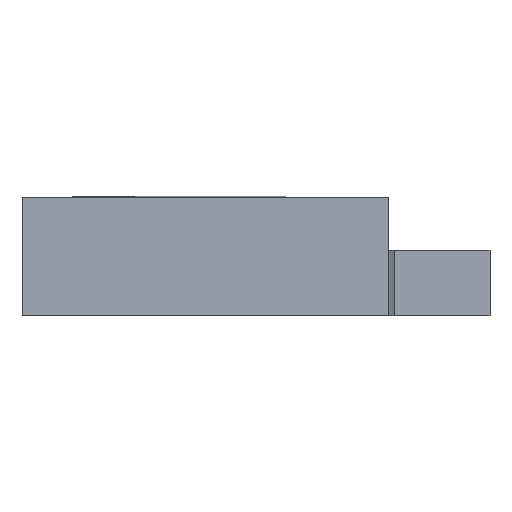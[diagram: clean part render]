
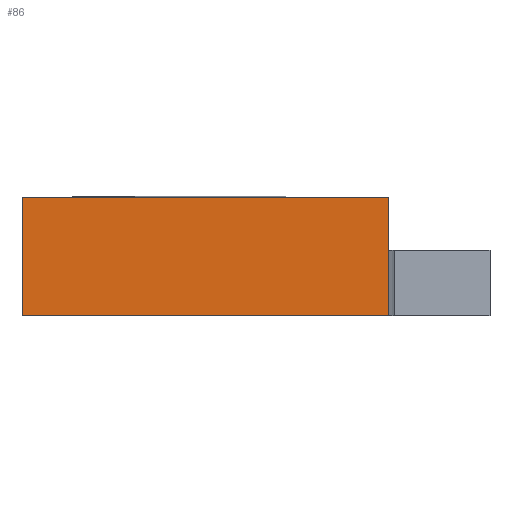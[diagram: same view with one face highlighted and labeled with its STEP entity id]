
A CAD part, left-side view. The second image highlights one B-rep face of the part: STEP entity #86.
In plain terms, the highlighted planar face has unit normal (-1, 0, 0).
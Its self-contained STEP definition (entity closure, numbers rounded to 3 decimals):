
#86=ADVANCED_FACE('',(#169),#1272,.T.);
#169=FACE_OUTER_BOUND('',#252,.T.);
#252=EDGE_LOOP('',(#538,#539,#540,#541));
#538=ORIENTED_EDGE('',*,*,#817,.T.);
#539=ORIENTED_EDGE('',*,*,#818,.T.);
#540=ORIENTED_EDGE('',*,*,#819,.F.);
#541=ORIENTED_EDGE('',*,*,#820,.F.);
#817=EDGE_CURVE('',#1189,#1190,#1018,.T.);
#818=EDGE_CURVE('',#1190,#1191,#1019,.T.);
#819=EDGE_CURVE('',#1192,#1191,#1020,.T.);
#820=EDGE_CURVE('',#1189,#1192,#1021,.T.);
#1018=B_SPLINE_CURVE_WITH_KNOTS('',1,(#3368,#3369),.UNSPECIFIED.,.F.,.F.,
(2,2),(-10.,-9.),.UNSPECIFIED.);
#1019=B_SPLINE_CURVE_WITH_KNOTS('',1,(#3370,#3371),.UNSPECIFIED.,.F.,.F.,
(2,2),(0.,3.572),.UNSPECIFIED.);
#1020=B_SPLINE_CURVE_WITH_KNOTS('',1,(#3372,#3373),.UNSPECIFIED.,.F.,.F.,
(2,2),(-10.,-9.),.UNSPECIFIED.);
#1021=B_SPLINE_CURVE_WITH_KNOTS('',1,(#3374,#3375),.UNSPECIFIED.,.F.,.F.,
(2,2),(0.,3.572),.UNSPECIFIED.);
#1189=VERTEX_POINT('',#3348);
#1190=VERTEX_POINT('',#3349);
#1191=VERTEX_POINT('',#3350);
#1192=VERTEX_POINT('',#3351);
#1272=PLANE('',#1443);
#1443=AXIS2_PLACEMENT_3D('',#3237,#1497,$);
#1497=DIRECTION('',(-1.,0.,0.));
#3237=CARTESIAN_POINT('',(-34.689,8.975,0.));
#3348=CARTESIAN_POINT('',(-34.689,8.975,0.));
#3349=CARTESIAN_POINT('',(-34.689,-11.025,0.));
#3350=CARTESIAN_POINT('',(-34.689,-11.025,6.453));
#3351=CARTESIAN_POINT('',(-34.689,8.975,6.453));
#3368=CARTESIAN_POINT('',(-34.689,8.975,0.));
#3369=CARTESIAN_POINT('',(-34.689,-11.025,0.));
#3370=CARTESIAN_POINT('',(-34.689,-11.025,0.));
#3371=CARTESIAN_POINT('',(-34.689,-11.025,6.453));
#3372=CARTESIAN_POINT('',(-34.689,8.975,6.453));
#3373=CARTESIAN_POINT('',(-34.689,-11.025,6.453));
#3374=CARTESIAN_POINT('',(-34.689,8.975,0.));
#3375=CARTESIAN_POINT('',(-34.689,8.975,6.453));
